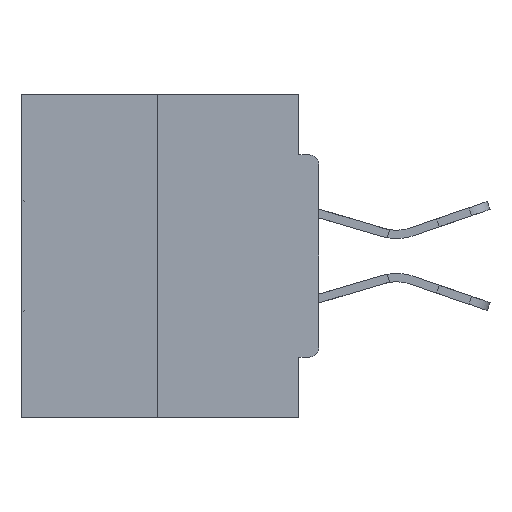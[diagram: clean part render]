
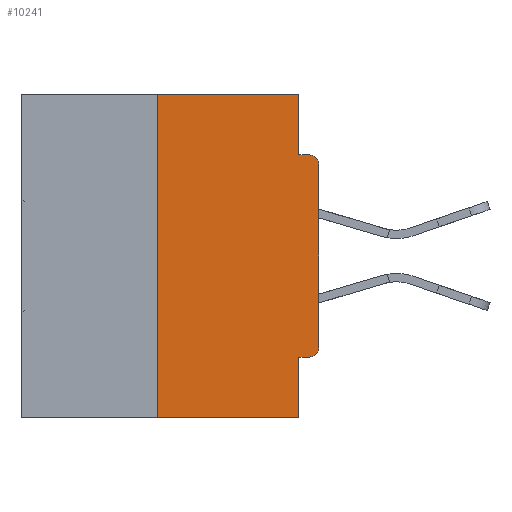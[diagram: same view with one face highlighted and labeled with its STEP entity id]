
A CAD part, left-side view. The second image highlights one B-rep face of the part: STEP entity #10241.
In plain terms, the highlighted planar face has unit normal (-1, 0, 0).
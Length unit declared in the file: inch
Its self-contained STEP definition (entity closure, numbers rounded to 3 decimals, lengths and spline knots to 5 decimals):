
#1843 = CARTESIAN_POINT ( 'NONE',  ( 0., 0.031, 0. ) ) ;
#2215 = VERTEX_POINT ( 'NONE', #39751 ) ;
#2646 = VERTEX_POINT ( 'NONE', #9698 ) ;
#2717 = VERTEX_POINT ( 'NONE', #29169 ) ;
#3121 = PLANE ( 'NONE',  #32911 ) ;
#3209 = VECTOR ( 'NONE', #29498, 39.37008 ) ;
#3334 = VECTOR ( 'NONE', #27783, 39.37008 ) ;
#3691 = EDGE_CURVE ( 'NONE', #2646, #12674, #33097, .T. ) ;
#3912 = VECTOR ( 'NONE', #25888, 39.37008 ) ;
#4761 = VECTOR ( 'NONE', #21307, 39.37008 ) ;
#5150 = EDGE_CURVE ( 'NONE', #2215, #32863, #41031, .T. ) ;
#6486 = DIRECTION ( 'NONE',  ( 1., 0., 0. ) ) ;
#7569 = ORIENTED_EDGE ( 'NONE', *, *, #16572, .T. ) ;
#7833 = CARTESIAN_POINT ( 'NONE',  ( 0., 0., -0.1085 ) ) ;
#8040 = CARTESIAN_POINT ( 'NONE',  ( 0., 0., -0.3915 ) ) ;
#8247 = VERTEX_POINT ( 'NONE', #1843 ) ;
#9360 = CARTESIAN_POINT ( 'NONE',  ( 0., 0., -0.0935 ) ) ;
#9552 = ORIENTED_EDGE ( 'NONE', *, *, #17893, .F. ) ;
#9554 = DIRECTION ( 'NONE',  ( 0., 0., -1. ) ) ;
#9698 = CARTESIAN_POINT ( 'NONE',  ( 0., 0.031, -0.0935 ) ) ;
#10126 = VERTEX_POINT ( 'NONE', #8040 ) ;
#10241 = ADVANCED_FACE ( 'NONE', ( #11419 ), #3121, .F. ) ;
#10534 = LINE ( 'NONE', #15851, #28217 ) ;
#10740 = VERTEX_POINT ( 'NONE', #23518 ) ;
#10841 = ORIENTED_EDGE ( 'NONE', *, *, #11937, .F. ) ;
#10850 = VECTOR ( 'NONE', #21027, 39.37008 ) ;
#11419 = FACE_OUTER_BOUND ( 'NONE', #33542, .T. ) ;
#11937 = EDGE_CURVE ( 'NONE', #32863, #10740, #22360, .T. ) ;
#12373 = CARTESIAN_POINT ( 'NONE',  ( 0., 0.031, -0.4065 ) ) ;
#12674 = VERTEX_POINT ( 'NONE', #38291 ) ;
#13768 = DIRECTION ( 'NONE',  ( 0., 0., -1. ) ) ;
#15552 = CIRCLE ( 'NONE', #35730, 0.015 ) ;
#15851 = CARTESIAN_POINT ( 'NONE',  ( 0., 0.46, 0. ) ) ;
#16572 = EDGE_CURVE ( 'NONE', #10126, #27555, #21038, .T. ) ;
#16846 = LINE ( 'NONE', #37110, #10850 ) ;
#17531 = AXIS2_PLACEMENT_3D ( 'NONE', #19559, #25803, #18968 ) ;
#17893 = EDGE_CURVE ( 'NONE', #18210, #2717, #16846, .T. ) ;
#18210 = VERTEX_POINT ( 'NONE', #27345 ) ;
#18900 = ORIENTED_EDGE ( 'NONE', *, *, #34452, .T. ) ;
#18968 = DIRECTION ( 'NONE',  ( 0., 0., -1. ) ) ;
#19559 = CARTESIAN_POINT ( 'NONE',  ( 0., 0.015, -0.1085 ) ) ;
#20501 = ORIENTED_EDGE ( 'NONE', *, *, #20815, .F. ) ;
#20815 = EDGE_CURVE ( 'NONE', #8247, #2646, #28849, .T. ) ;
#21027 = DIRECTION ( 'NONE',  ( 0., 0., 1. ) ) ;
#21038 = LINE ( 'NONE', #38667, #3912 ) ;
#21307 = DIRECTION ( 'NONE',  ( 0., 1., 0. ) ) ;
#22360 = LINE ( 'NONE', #29364, #3209 ) ;
#22643 = ORIENTED_EDGE ( 'NONE', *, *, #37931, .F. ) ;
#23518 = CARTESIAN_POINT ( 'NONE',  ( 0., 0.031, -0.5 ) ) ;
#23963 = DIRECTION ( 'NONE',  ( 0., 0., -1. ) ) ;
#24526 = VECTOR ( 'NONE', #32364, 39.37008 ) ;
#25665 = CARTESIAN_POINT ( 'NONE',  ( 0., 0.46, 0. ) ) ;
#25803 = DIRECTION ( 'NONE',  ( -1., 0., 0. ) ) ;
#25888 = DIRECTION ( 'NONE',  ( 0., 0., 1. ) ) ;
#25912 = DIRECTION ( 'NONE',  ( 0., -1., 0. ) ) ;
#26160 = EDGE_CURVE ( 'NONE', #2215, #10126, #15552, .T. ) ;
#26810 = DIRECTION ( 'NONE',  ( -1., 0., 0. ) ) ;
#27345 = CARTESIAN_POINT ( 'NONE',  ( 0., 0.25, -0.5 ) ) ;
#27427 = CARTESIAN_POINT ( 'NONE',  ( 0., 0., -0.4065 ) ) ;
#27555 = VERTEX_POINT ( 'NONE', #7833 ) ;
#27783 = DIRECTION ( 'NONE',  ( 0., -1., 0. ) ) ;
#28217 = VECTOR ( 'NONE', #25912, 39.37008 ) ;
#28844 = EDGE_CURVE ( 'NONE', #18210, #10740, #31078, .T. ) ;
#28849 = LINE ( 'NONE', #36652, #41444 ) ;
#29160 = ORIENTED_EDGE ( 'NONE', *, *, #3691, .F. ) ;
#29169 = CARTESIAN_POINT ( 'NONE',  ( 0., 0.25, 0. ) ) ;
#29364 = CARTESIAN_POINT ( 'NONE',  ( 0., 0.031, -0.5 ) ) ;
#29498 = DIRECTION ( 'NONE',  ( 0., 0., -1. ) ) ;
#31078 = LINE ( 'NONE', #37761, #3334 ) ;
#31168 = ORIENTED_EDGE ( 'NONE', *, *, #5150, .F. ) ;
#31757 = ORIENTED_EDGE ( 'NONE', *, *, #28844, .T. ) ;
#32364 = DIRECTION ( 'NONE',  ( 0., -1., 0. ) ) ;
#32863 = VERTEX_POINT ( 'NONE', #12373 ) ;
#32911 = AXIS2_PLACEMENT_3D ( 'NONE', #25665, #6486, #9554 ) ;
#33097 = LINE ( 'NONE', #9360, #24526 ) ;
#33131 = CARTESIAN_POINT ( 'NONE',  ( 0., 0.015, -0.3915 ) ) ;
#33542 = EDGE_LOOP ( 'NONE', ( #22643, #9552, #31757, #10841, #31168, #35482, #7569, #18900, #29160, #20501 ) ) ;
#34452 = EDGE_CURVE ( 'NONE', #27555, #12674, #34734, .T. ) ;
#34734 = CIRCLE ( 'NONE', #17531, 0.015 ) ;
#35482 = ORIENTED_EDGE ( 'NONE', *, *, #26160, .T. ) ;
#35730 = AXIS2_PLACEMENT_3D ( 'NONE', #33131, #26810, #13768 ) ;
#36652 = CARTESIAN_POINT ( 'NONE',  ( 0., 0.031, 0. ) ) ;
#37110 = CARTESIAN_POINT ( 'NONE',  ( 0., 0.25, 0. ) ) ;
#37761 = CARTESIAN_POINT ( 'NONE',  ( 0., 0.46, -0.5 ) ) ;
#37931 = EDGE_CURVE ( 'NONE', #2717, #8247, #10534, .T. ) ;
#38291 = CARTESIAN_POINT ( 'NONE',  ( 0., 0.015, -0.0935 ) ) ;
#38667 = CARTESIAN_POINT ( 'NONE',  ( 0., 0., 0. ) ) ;
#39751 = CARTESIAN_POINT ( 'NONE',  ( 0., 0.015, -0.4065 ) ) ;
#41031 = LINE ( 'NONE', #27427, #4761 ) ;
#41444 = VECTOR ( 'NONE', #23963, 39.37008 ) ;
